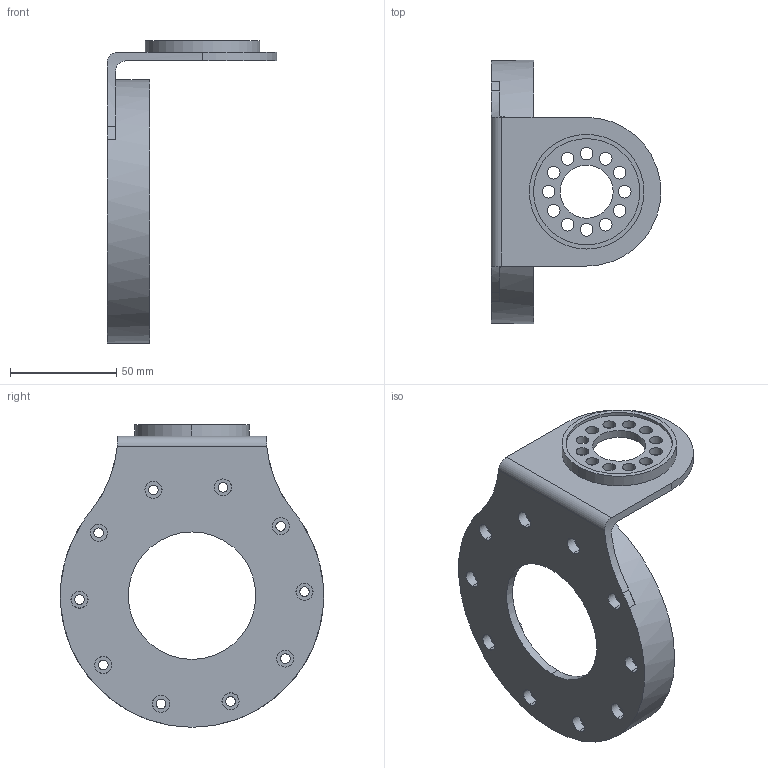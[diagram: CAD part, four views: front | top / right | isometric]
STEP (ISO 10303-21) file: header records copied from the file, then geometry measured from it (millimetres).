
FILE_DESCRIPTION (( 'STEP AP203' ), '1' );
FILE_NAME ('63LBB耜啊萇儂釱.STEP', '2024-12-19T12:18:01', ( '' ), ( '' ), 'SwSTEP 2.0', 'SolidWorks 2024', '' );
FILE_SCHEMA (( 'CONFIG_CONTROL_DESIGN' ));
Length unit declared in the file: millimetre
Products named in the file (1): 63LBB侧摆电机座
Bounding box: 80 x 124 x 142.5 mm (x, y, z)
Volume: 81197 mm3; surface area: 53896.3 mm2
Topology: 1 solids, 1 shells, 159 faces, 375 edges, 242 vertices
Faces by surface type: cylinder 106, plane 31, cone 22
Entity records: 4912 total; most frequent: DIRECTION 925, CARTESIAN_POINT 853, ORIENTED_EDGE 750, AXIS2_PLACEMENT_3D 394, EDGE_CURVE 375, VERTEX_POINT 242, CIRCLE 234, EDGE_LOOP 231
